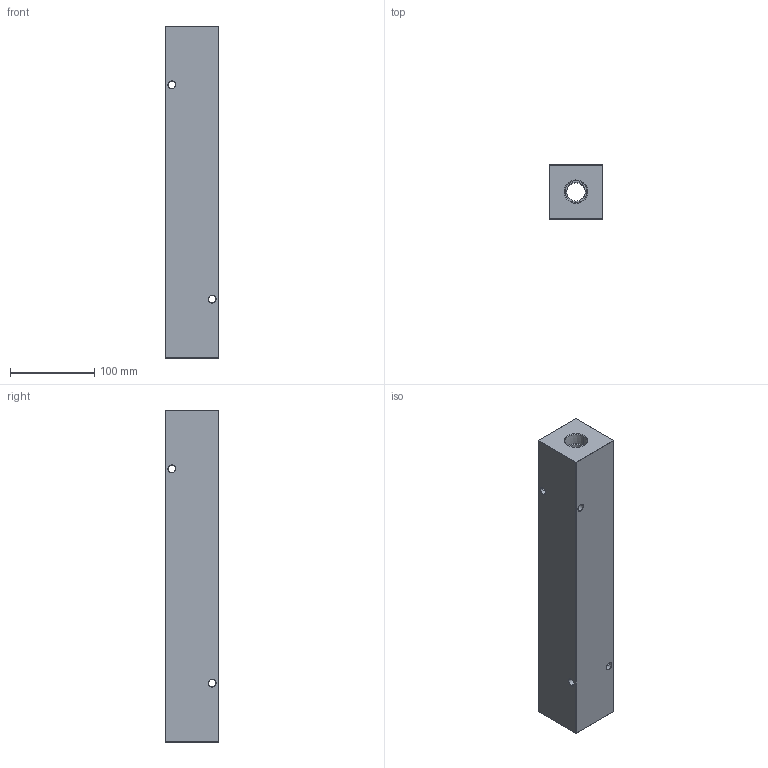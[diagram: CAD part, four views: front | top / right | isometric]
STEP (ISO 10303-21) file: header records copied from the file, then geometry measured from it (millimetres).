
FILE_DESCRIPTION (( 'STEP AP214' ), '1' );
FILE_NAME ('HM-6-0-P-12-8.STEP', '2020-02-28T20:28:26', ( '' ), ( '' ), 'SwSTEP 2.0', 'SolidWorks 2019', '' );
FILE_SCHEMA (( 'AUTOMOTIVE_DESIGN' ));
Length unit declared in the file: inch
Products named in the file (1): HM-6-0-P-12-8
Bounding box: 63.5 x 63.5 x 393.7 mm (x, y, z)
Volume: 1375901.1 mm3; surface area: 145738.5 mm2
Topology: 1 solids, 1 shells, 499 faces, 1299 edges, 846 vertices
Faces by surface type: plane 242, bspline 191, cone 36, cylinder 30
Entity records: 31314 total; most frequent: CARTESIAN_POINT 14084, ORIENTED_EDGE 2598, DIRECTION 1599, EDGE_CURVE 1299, VERTEX_POINT 846, LINE 797, VECTOR 797, EDGE_LOOP 569
